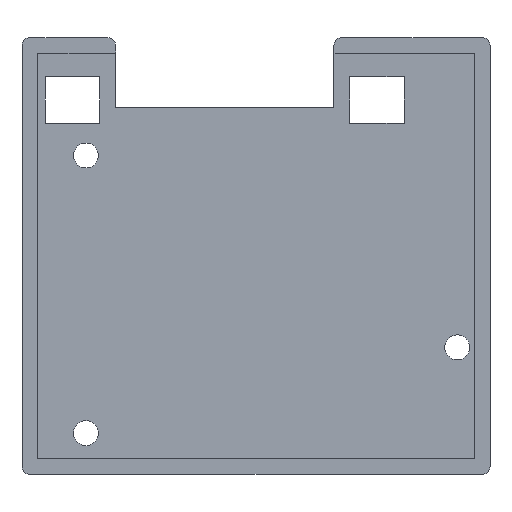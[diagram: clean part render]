
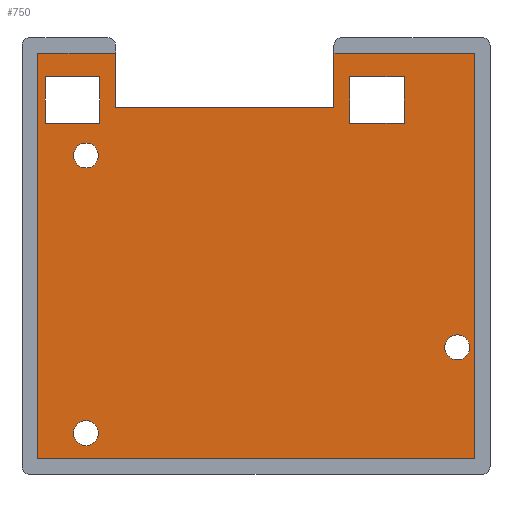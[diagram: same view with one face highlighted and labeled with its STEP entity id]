
A CAD part, front view. The second image highlights one B-rep face of the part: STEP entity #750.
In plain terms, the highlighted planar face has unit normal (0, -1, 0).
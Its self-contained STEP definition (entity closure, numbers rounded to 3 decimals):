
#23=FACE_BOUND('',#141,.T.);
#24=FACE_BOUND('',#142,.T.);
#25=FACE_BOUND('',#143,.T.);
#26=FACE_BOUND('',#144,.T.);
#27=FACE_BOUND('',#145,.T.);
#54=PLANE('',#827);
#93=FACE_OUTER_BOUND('',#140,.T.);
#140=EDGE_LOOP('',(#681,#682,#683,#684,#685,#686,#687,#688));
#141=EDGE_LOOP('',(#689));
#142=EDGE_LOOP('',(#690));
#143=EDGE_LOOP('',(#691));
#144=EDGE_LOOP('',(#692,#693,#694,#695));
#145=EDGE_LOOP('',(#696,#697,#698,#699));
#172=LINE('',#1131,#250);
#188=LINE('',#1172,#266);
#198=LINE('',#1190,#276);
#199=LINE('',#1195,#277);
#202=LINE('',#1200,#280);
#203=LINE('',#1203,#281);
#205=LINE('',#1207,#283);
#207=LINE('',#1210,#285);
#208=LINE('',#1214,#286);
#211=LINE('',#1219,#289);
#213=LINE('',#1223,#291);
#215=LINE('',#1226,#293);
#216=LINE('',#1230,#294);
#219=LINE('',#1235,#297);
#221=LINE('',#1239,#299);
#223=LINE('',#1242,#301);
#250=VECTOR('',#918,10.);
#266=VECTOR('',#950,10.);
#276=VECTOR('',#976,10.);
#277=VECTOR('',#983,10.);
#280=VECTOR('',#988,10.);
#281=VECTOR('',#991,10.);
#283=VECTOR('',#995,10.);
#285=VECTOR('',#999,10.);
#286=VECTOR('',#1002,10.);
#289=VECTOR('',#1007,10.);
#291=VECTOR('',#1011,10.);
#293=VECTOR('',#1015,10.);
#294=VECTOR('',#1018,10.);
#297=VECTOR('',#1023,10.);
#299=VECTOR('',#1027,10.);
#301=VECTOR('',#1031,10.);
#302=CIRCLE('',#766,1.6);
#314=CIRCLE('',#782,1.6);
#317=CIRCLE('',#788,1.6);
#326=VERTEX_POINT('',#1036);
#354=VERTEX_POINT('',#1098);
#357=VERTEX_POINT('',#1109);
#363=VERTEX_POINT('',#1128);
#364=VERTEX_POINT('',#1130);
#380=VERTEX_POINT('',#1169);
#381=VERTEX_POINT('',#1171);
#382=VERTEX_POINT('',#1194);
#383=VERTEX_POINT('',#1198);
#384=VERTEX_POINT('',#1202);
#385=VERTEX_POINT('',#1206);
#386=VERTEX_POINT('',#1212);
#387=VERTEX_POINT('',#1213);
#388=VERTEX_POINT('',#1218);
#389=VERTEX_POINT('',#1222);
#390=VERTEX_POINT('',#1228);
#391=VERTEX_POINT('',#1229);
#392=VERTEX_POINT('',#1234);
#393=VERTEX_POINT('',#1238);
#394=EDGE_CURVE('',#326,#326,#302,.T.);
#424=EDGE_CURVE('',#354,#354,#314,.T.);
#429=EDGE_CURVE('',#357,#357,#317,.T.);
#439=EDGE_CURVE('',#364,#363,#172,.T.);
#460=EDGE_CURVE('',#381,#380,#188,.T.);
#470=EDGE_CURVE('',#380,#364,#198,.T.);
#471=EDGE_CURVE('',#382,#381,#199,.T.);
#474=EDGE_CURVE('',#363,#383,#202,.T.);
#475=EDGE_CURVE('',#383,#384,#203,.T.);
#477=EDGE_CURVE('',#384,#385,#205,.T.);
#479=EDGE_CURVE('',#385,#382,#207,.T.);
#480=EDGE_CURVE('',#386,#387,#208,.T.);
#483=EDGE_CURVE('',#387,#388,#211,.T.);
#485=EDGE_CURVE('',#388,#389,#213,.T.);
#487=EDGE_CURVE('',#389,#386,#215,.T.);
#488=EDGE_CURVE('',#390,#391,#216,.T.);
#491=EDGE_CURVE('',#391,#392,#219,.T.);
#493=EDGE_CURVE('',#392,#393,#221,.T.);
#495=EDGE_CURVE('',#393,#390,#223,.T.);
#681=ORIENTED_EDGE('',*,*,#439,.T.);
#682=ORIENTED_EDGE('',*,*,#474,.T.);
#683=ORIENTED_EDGE('',*,*,#475,.T.);
#684=ORIENTED_EDGE('',*,*,#477,.T.);
#685=ORIENTED_EDGE('',*,*,#479,.T.);
#686=ORIENTED_EDGE('',*,*,#471,.T.);
#687=ORIENTED_EDGE('',*,*,#460,.T.);
#688=ORIENTED_EDGE('',*,*,#470,.T.);
#689=ORIENTED_EDGE('',*,*,#429,.T.);
#690=ORIENTED_EDGE('',*,*,#424,.T.);
#691=ORIENTED_EDGE('',*,*,#394,.T.);
#692=ORIENTED_EDGE('',*,*,#485,.T.);
#693=ORIENTED_EDGE('',*,*,#487,.T.);
#694=ORIENTED_EDGE('',*,*,#480,.T.);
#695=ORIENTED_EDGE('',*,*,#483,.T.);
#696=ORIENTED_EDGE('',*,*,#493,.T.);
#697=ORIENTED_EDGE('',*,*,#495,.T.);
#698=ORIENTED_EDGE('',*,*,#488,.T.);
#699=ORIENTED_EDGE('',*,*,#491,.T.);
#750=ADVANCED_FACE('',(#93,#23,#24,#25,#26,#27),#54,.T.);
#766=AXIS2_PLACEMENT_3D('',#1037,#832,#833);
#782=AXIS2_PLACEMENT_3D('',#1099,#882,#883);
#788=AXIS2_PLACEMENT_3D('',#1110,#896,#897);
#827=AXIS2_PLACEMENT_3D('',#1243,#1032,#1033);
#832=DIRECTION('center_axis',(0.,1.,0.));
#833=DIRECTION('ref_axis',(1.,0.,0.));
#882=DIRECTION('center_axis',(0.,1.,0.));
#883=DIRECTION('ref_axis',(1.,0.,0.));
#896=DIRECTION('center_axis',(0.,1.,0.));
#897=DIRECTION('ref_axis',(1.,0.,0.));
#918=DIRECTION('',(0.,0.,1.));
#950=DIRECTION('',(0.,0.,-1.));
#976=DIRECTION('',(-1.,0.,0.));
#983=DIRECTION('',(-1.,0.,0.));
#988=DIRECTION('',(-1.,0.,0.));
#991=DIRECTION('',(0.,0.,-1.));
#995=DIRECTION('',(1.,0.,0.));
#999=DIRECTION('',(0.,0.,1.));
#1002=DIRECTION('',(0.,0.,-1.));
#1007=DIRECTION('',(-1.,0.,0.));
#1011=DIRECTION('',(0.,0.,1.));
#1015=DIRECTION('',(1.,0.,0.));
#1018=DIRECTION('',(-1.,0.,0.));
#1023=DIRECTION('',(0.,0.,1.));
#1027=DIRECTION('',(1.,0.,0.));
#1031=DIRECTION('',(0.,0.,-1.));
#1032=DIRECTION('center_axis',(0.,-1.,0.));
#1033=DIRECTION('ref_axis',(1.,0.,0.));
#1036=CARTESIAN_POINT('',(28.2,64.2,-92.716));
#1037=CARTESIAN_POINT('Origin',(29.8,64.2,-92.716));
#1098=CARTESIAN_POINT('',(-19.4,64.2,-68.116));
#1099=CARTESIAN_POINT('Origin',(-17.8,64.2,-68.116));
#1109=CARTESIAN_POINT('',(-19.4,64.2,-103.716));
#1110=CARTESIAN_POINT('Origin',(-17.8,64.2,-103.716));
#1128=CARTESIAN_POINT('',(-14.,64.2,-55.));
#1130=CARTESIAN_POINT('',(-14.,64.2,-62.));
#1131=CARTESIAN_POINT('',(-14.,64.2,-63.949));
#1169=CARTESIAN_POINT('',(14.,64.2,-62.));
#1171=CARTESIAN_POINT('',(14.,64.2,-55.));
#1172=CARTESIAN_POINT('',(14.,64.2,-71.5));
#1190=CARTESIAN_POINT('',(-5.,64.2,-62.));
#1194=CARTESIAN_POINT('',(32.,64.2,-55.));
#1195=CARTESIAN_POINT('',(-10.,64.2,-55.));
#1198=CARTESIAN_POINT('',(-24.,64.2,-55.));
#1200=CARTESIAN_POINT('',(-10.,64.2,-55.));
#1202=CARTESIAN_POINT('',(-24.,64.2,-107.));
#1203=CARTESIAN_POINT('',(-24.,64.2,-94.));
#1206=CARTESIAN_POINT('',(32.,64.2,-107.));
#1207=CARTESIAN_POINT('',(18.,64.2,-107.));
#1210=CARTESIAN_POINT('',(32.,64.2,-68.));
#1212=CARTESIAN_POINT('',(-16.,64.2,-58.));
#1213=CARTESIAN_POINT('',(-16.,64.2,-64.));
#1214=CARTESIAN_POINT('',(-16.,64.2,-69.5));
#1218=CARTESIAN_POINT('',(-23.,64.2,-64.));
#1219=CARTESIAN_POINT('',(-6.,64.2,-64.));
#1222=CARTESIAN_POINT('',(-23.,64.2,-58.));
#1223=CARTESIAN_POINT('',(-23.,64.2,-72.5));
#1226=CARTESIAN_POINT('',(-9.5,64.2,-58.));
#1228=CARTESIAN_POINT('',(23.,64.2,-64.));
#1229=CARTESIAN_POINT('',(16.,64.2,-64.));
#1230=CARTESIAN_POINT('',(13.5,64.2,-64.));
#1234=CARTESIAN_POINT('',(16.,64.2,-58.));
#1235=CARTESIAN_POINT('',(16.,64.2,-72.5));
#1238=CARTESIAN_POINT('',(23.,64.2,-58.));
#1239=CARTESIAN_POINT('',(10.,64.2,-58.));
#1242=CARTESIAN_POINT('',(23.,64.2,-69.5));
#1243=CARTESIAN_POINT('Origin',(4.,64.2,-81.));
